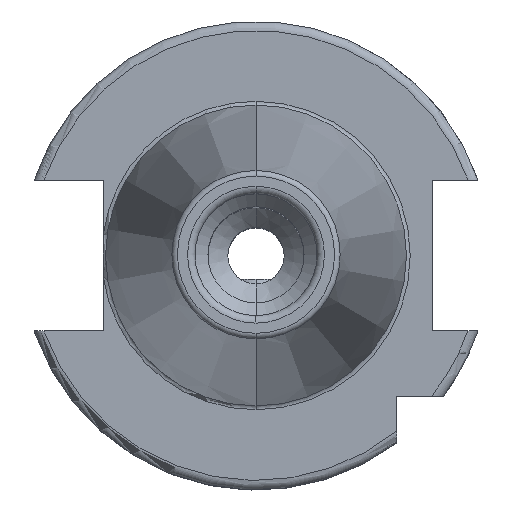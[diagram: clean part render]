
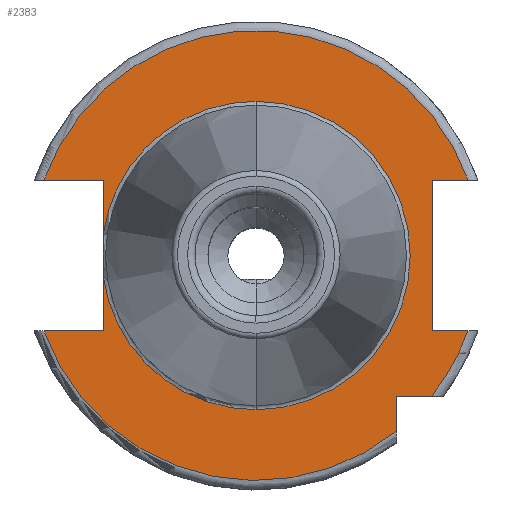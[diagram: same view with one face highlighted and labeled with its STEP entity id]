
A CAD part, top view. The second image highlights one B-rep face of the part: STEP entity #2383.
In plain terms, the highlighted planar face has unit normal (0, 0, 1).
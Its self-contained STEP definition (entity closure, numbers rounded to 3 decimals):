
#565=CARTESIAN_POINT('',(0,0,15.9));
#566=DIRECTION('',(0,0,1));
#567=DIRECTION('',(0.942,0.335,0));
#568=AXIS2_PLACEMENT_3D('',#565,#566,#567);
#616=CARTESIAN_POINT('',(0,0,15.9));
#617=DIRECTION('',(0,0,1));
#618=DIRECTION('',(-0.942,-0.335,0));
#619=AXIS2_PLACEMENT_3D('',#616,#617,#618);
#632=DIRECTION('',(1,0,0));
#633=VECTOR('',#632,6.31);
#634=CARTESIAN_POINT('',(-22.61,-8.05,15.9));
#635=LINE('',#634,#633);
#636=DIRECTION('',(0,1,0));
#637=VECTOR('',#636,5.834);
#638=CARTESIAN_POINT('',(-16.3,-8.05,15.9));
#639=LINE('',#638,#637);
#640=DIRECTION('',(0,1,0));
#641=VECTOR('',#640,5.834);
#642=CARTESIAN_POINT('',(-16.3,2.216,15.9));
#643=LINE('',#642,#641);
#644=DIRECTION('',(1,0,0));
#645=VECTOR('',#644,6.31);
#646=CARTESIAN_POINT('',(-22.61,8.05,15.9));
#647=LINE('',#646,#645);
#648=DIRECTION('',(-1,0,0));
#649=VECTOR('',#648,3.81);
#650=CARTESIAN_POINT('',(22.61,8.05,15.9));
#651=LINE('',#650,#649);
#652=DIRECTION('',(0,-1,0));
#653=VECTOR('',#652,16.1);
#654=CARTESIAN_POINT('',(18.8,8.05,15.9));
#655=LINE('',#654,#653);
#656=DIRECTION('',(-1,0,0));
#657=VECTOR('',#656,3.81);
#658=CARTESIAN_POINT('',(22.61,-8.05,15.9));
#659=LINE('',#658,#657);
#660=CARTESIAN_POINT('',(0,0,15.9));
#661=DIRECTION('',(0,0,1));
#662=DIRECTION('',(0.781,-0.625,0));
#663=AXIS2_PLACEMENT_3D('',#660,#661,#662);
#665=DIRECTION('',(-1,0,0));
#666=VECTOR('',#665,3.735);
#667=CARTESIAN_POINT('',(18.735,-15,15.9));
#668=LINE('',#667,#666);
#669=DIRECTION('',(0,1,0));
#670=VECTOR('',#669,3.735);
#671=CARTESIAN_POINT('',(15,-18.735,15.9));
#672=LINE('',#671,#670);
#684=CARTESIAN_POINT('',(0,0,15.9));
#685=DIRECTION('',(0,0,1));
#686=DIRECTION('',(0,1,0));
#687=AXIS2_PLACEMENT_3D('',#684,#685,#686);
#699=CARTESIAN_POINT('',(0,0,15.9));
#700=DIRECTION('',(0,0,1));
#701=DIRECTION('',(-0.991,-0.135,0));
#702=AXIS2_PLACEMENT_3D('',#699,#700,#701);
#704=CARTESIAN_POINT('',(0,0,15.9));
#705=DIRECTION('',(0,0,-1));
#706=DIRECTION('',(0,1,0));
#707=AXIS2_PLACEMENT_3D('',#704,#705,#706);
#1495=CARTESIAN_POINT('',(0,16.45,15.9));
#1497=VERTEX_POINT('',#1495);
#1517=CARTESIAN_POINT('',(0,-16.45,15.9));
#1519=VERTEX_POINT('',#1517);
#1629=CARTESIAN_POINT('',(-22.61,-8.05,15.9));
#1630=CARTESIAN_POINT('',(-16.3,-8.05,15.9));
#1631=VERTEX_POINT('',#1629);
#1632=VERTEX_POINT('',#1630);
#1633=CARTESIAN_POINT('',(-16.3,-2.216,15.9));
#1634=VERTEX_POINT('',#1633);
#1635=CARTESIAN_POINT('',(-16.3,2.216,15.9));
#1636=CARTESIAN_POINT('',(-16.3,8.05,15.9));
#1637=VERTEX_POINT('',#1635);
#1638=VERTEX_POINT('',#1636);
#1639=CARTESIAN_POINT('',(-22.61,8.05,15.9));
#1640=VERTEX_POINT('',#1639);
#1641=CARTESIAN_POINT('',(18.8,8.05,15.9));
#1642=CARTESIAN_POINT('',(18.8,-8.05,15.9));
#1643=VERTEX_POINT('',#1641);
#1644=VERTEX_POINT('',#1642);
#1645=CARTESIAN_POINT('',(22.61,-8.05,15.9));
#1646=VERTEX_POINT('',#1645);
#1647=CARTESIAN_POINT('',(22.61,8.05,15.9));
#1648=VERTEX_POINT('',#1647);
#1649=CARTESIAN_POINT('',(15,-18.735,15.9));
#1650=CARTESIAN_POINT('',(15,-15,15.9));
#1651=VERTEX_POINT('',#1649);
#1652=VERTEX_POINT('',#1650);
#1653=CARTESIAN_POINT('',(18.735,-15,15.9));
#1654=VERTEX_POINT('',#1653);
#2356=CARTESIAN_POINT('',(0,0,15.9));
#2357=DIRECTION('',(0,0,-1));
#2358=DIRECTION('',(0,-1,0));
#2359=AXIS2_PLACEMENT_3D('',#2356,#2357,#2358);
#2360=PLANE('',#2359);
#2361=ORIENTED_EDGE('',*,*,#1833,.T.);
#2362=ORIENTED_EDGE('',*,*,#1868,.T.);
#2364=ORIENTED_EDGE('',*,*,#2363,.T.);
#2366=ORIENTED_EDGE('',*,*,#2365,.F.);
#2368=ORIENTED_EDGE('',*,*,#2367,.T.);
#2369=ORIENTED_EDGE('',*,*,#1864,.T.);
#2370=ORIENTED_EDGE('',*,*,#1898,.F.);
#2371=ORIENTED_EDGE('',*,*,#2334,.F.);
#2373=ORIENTED_EDGE('',*,*,#2372,.T.);
#2375=ORIENTED_EDGE('',*,*,#2374,.T.);
#2376=ORIENTED_EDGE('',*,*,#1970,.F.);
#2377=ORIENTED_EDGE('',*,*,#2324,.F.);
#2378=ORIENTED_EDGE('',*,*,#2027,.T.);
#2379=ORIENTED_EDGE('',*,*,#2070,.F.);
#2380=ORIENTED_EDGE('',*,*,#2350,.F.);
#2381=EDGE_LOOP('',(#2361,#2362,#2364,#2366,#2368,#2369,#2370,#2371,#2373,#2375,
#2376,#2377,#2378,#2379,#2380));
#2382=FACE_OUTER_BOUND('',#2381,.F.);
#2383=ADVANCED_FACE('',(#2382),#2360,.F.);
#569=CIRCLE('',#568,24);
#620=CIRCLE('',#619,24);
#664=CIRCLE('',#663,24);
#688=CIRCLE('',#687,16.45);
#703=CIRCLE('',#702,16.45);
#708=CIRCLE('',#707,16.45);
#1833=EDGE_CURVE('',#1631,#1632,#635,.T.);
#1864=EDGE_CURVE('',#1637,#1638,#643,.T.);
#1868=EDGE_CURVE('',#1632,#1634,#639,.T.);
#1898=EDGE_CURVE('',#1640,#1638,#647,.T.);
#1970=EDGE_CURVE('',#1646,#1644,#659,.T.);
#2027=EDGE_CURVE('',#1654,#1652,#668,.T.);
#2070=EDGE_CURVE('',#1651,#1652,#672,.T.);
#2324=EDGE_CURVE('',#1654,#1646,#664,.T.);
#2334=EDGE_CURVE('',#1648,#1640,#569,.T.);
#2350=EDGE_CURVE('',#1631,#1651,#620,.T.);
#2363=EDGE_CURVE('',#1634,#1519,#703,.T.);
#2365=EDGE_CURVE('',#1497,#1519,#708,.T.);
#2367=EDGE_CURVE('',#1497,#1637,#688,.T.);
#2372=EDGE_CURVE('',#1648,#1643,#651,.T.);
#2374=EDGE_CURVE('',#1643,#1644,#655,.T.);
